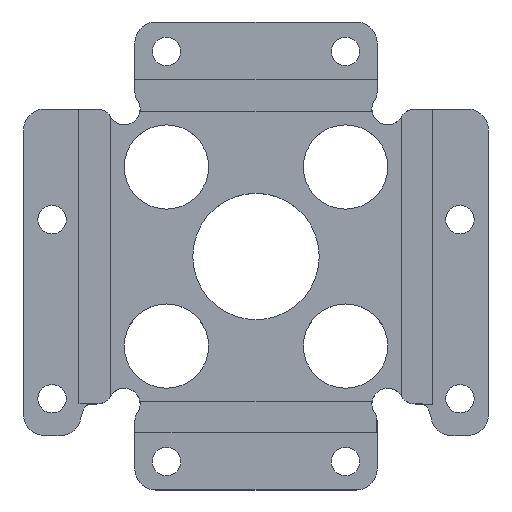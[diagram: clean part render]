
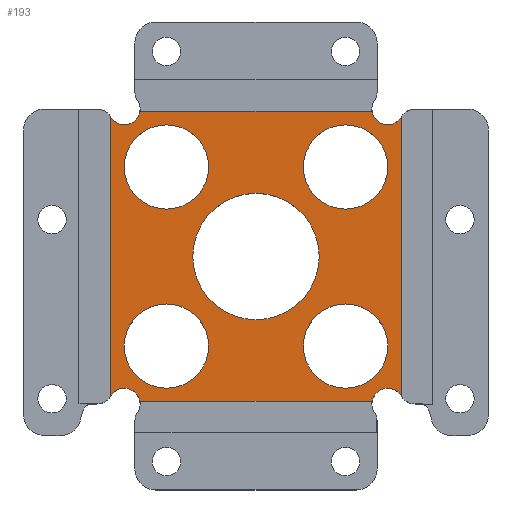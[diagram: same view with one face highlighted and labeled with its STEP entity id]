
A CAD part, top view. The second image highlights one B-rep face of the part: STEP entity #193.
In plain terms, the highlighted planar face has unit normal (0, 0, 1).
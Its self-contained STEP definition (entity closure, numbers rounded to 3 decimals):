
#193=ADVANCED_FACE('',(#735,#736,#737,#738,#739,#740),#303,.T.);
#303=PLANE('',#2180);
#361=LINE('',#3062,#547);
#362=LINE('',#3068,#548);
#363=LINE('',#3074,#549);
#364=LINE('',#3078,#550);
#547=VECTOR('',#2416,1.);
#548=VECTOR('',#2421,1.);
#549=VECTOR('',#2426,1.);
#550=VECTOR('',#2429,1.);
#735=FACE_BOUND('',#771,.T.);
#736=FACE_BOUND('',#772,.T.);
#737=FACE_BOUND('',#773,.T.);
#738=FACE_BOUND('',#774,.T.);
#739=FACE_BOUND('',#775,.T.);
#740=FACE_BOUND('',#776,.T.);
#771=EDGE_LOOP('',(#907,#908));
#772=EDGE_LOOP('',(#909,#910));
#773=EDGE_LOOP('',(#911,#912));
#774=EDGE_LOOP('',(#913,#914));
#775=EDGE_LOOP('',(#915,#916));
#776=EDGE_LOOP('',(#917,#918,#919,#920,#921,#922,#923,#924,#925,#926));
#907=ORIENTED_EDGE('',*,*,#1732,.F.);
#908=ORIENTED_EDGE('',*,*,#1733,.F.);
#909=ORIENTED_EDGE('',*,*,#1734,.F.);
#910=ORIENTED_EDGE('',*,*,#1735,.F.);
#911=ORIENTED_EDGE('',*,*,#1736,.F.);
#912=ORIENTED_EDGE('',*,*,#1737,.F.);
#913=ORIENTED_EDGE('',*,*,#1738,.F.);
#914=ORIENTED_EDGE('',*,*,#1739,.F.);
#915=ORIENTED_EDGE('',*,*,#1740,.F.);
#916=ORIENTED_EDGE('',*,*,#1741,.F.);
#917=ORIENTED_EDGE('',*,*,#1742,.T.);
#918=ORIENTED_EDGE('',*,*,#1743,.F.);
#919=ORIENTED_EDGE('',*,*,#1744,.T.);
#920=ORIENTED_EDGE('',*,*,#1745,.F.);
#921=ORIENTED_EDGE('',*,*,#1746,.F.);
#922=ORIENTED_EDGE('',*,*,#1747,.F.);
#923=ORIENTED_EDGE('',*,*,#1748,.F.);
#924=ORIENTED_EDGE('',*,*,#1749,.F.);
#925=ORIENTED_EDGE('',*,*,#1750,.T.);
#926=ORIENTED_EDGE('',*,*,#1751,.F.);
#1529=VERTEX_POINT('',#3040);
#1530=VERTEX_POINT('',#3041);
#1531=VERTEX_POINT('',#3044);
#1532=VERTEX_POINT('',#3045);
#1533=VERTEX_POINT('',#3048);
#1534=VERTEX_POINT('',#3049);
#1535=VERTEX_POINT('',#3052);
#1536=VERTEX_POINT('',#3053);
#1537=VERTEX_POINT('',#3056);
#1538=VERTEX_POINT('',#3057);
#1539=VERTEX_POINT('',#3060);
#1540=VERTEX_POINT('',#3061);
#1541=VERTEX_POINT('',#3063);
#1542=VERTEX_POINT('',#3065);
#1543=VERTEX_POINT('',#3067);
#1544=VERTEX_POINT('',#3069);
#1545=VERTEX_POINT('',#3071);
#1546=VERTEX_POINT('',#3073);
#1547=VERTEX_POINT('',#3075);
#1548=VERTEX_POINT('',#3077);
#1732=EDGE_CURVE('',#1529,#1530,#2043,.T.);
#1733=EDGE_CURVE('',#1530,#1529,#2044,.T.);
#1734=EDGE_CURVE('',#1531,#1532,#2045,.T.);
#1735=EDGE_CURVE('',#1532,#1531,#2046,.T.);
#1736=EDGE_CURVE('',#1533,#1534,#2047,.T.);
#1737=EDGE_CURVE('',#1534,#1533,#2048,.T.);
#1738=EDGE_CURVE('',#1535,#1536,#2049,.T.);
#1739=EDGE_CURVE('',#1536,#1535,#2050,.T.);
#1740=EDGE_CURVE('',#1537,#1538,#2051,.T.);
#1741=EDGE_CURVE('',#1538,#1537,#2052,.T.);
#1742=EDGE_CURVE('',#1539,#1540,#2053,.T.);
#1743=EDGE_CURVE('',#1541,#1540,#361,.T.);
#1744=EDGE_CURVE('',#1541,#1542,#2054,.T.);
#1745=EDGE_CURVE('',#1543,#1542,#2055,.T.);
#1746=EDGE_CURVE('',#1544,#1543,#362,.T.);
#1747=EDGE_CURVE('',#1545,#1544,#2056,.T.);
#1748=EDGE_CURVE('',#1546,#1545,#2057,.T.);
#1749=EDGE_CURVE('',#1547,#1546,#363,.T.);
#1750=EDGE_CURVE('',#1547,#1548,#2058,.T.);
#1751=EDGE_CURVE('',#1539,#1548,#364,.T.);
#2043=CIRCLE('',#2164,4.);
#2044=CIRCLE('',#2165,4.);
#2045=CIRCLE('',#2166,4.);
#2046=CIRCLE('',#2167,4.);
#2047=CIRCLE('',#2168,4.);
#2048=CIRCLE('',#2169,4.);
#2049=CIRCLE('',#2170,4.);
#2050=CIRCLE('',#2171,4.);
#2051=CIRCLE('',#2172,6.);
#2052=CIRCLE('',#2173,6.);
#2053=CIRCLE('',#2174,1.5);
#2054=CIRCLE('',#2175,1.5);
#2055=CIRCLE('',#2176,1.5);
#2056=CIRCLE('',#2177,1.5);
#2057=CIRCLE('',#2178,1.5);
#2058=CIRCLE('',#2179,1.5);
#2164=AXIS2_PLACEMENT_3D('',#3039,#2394,#2395);
#2165=AXIS2_PLACEMENT_3D('',#3042,#2396,#2397);
#2166=AXIS2_PLACEMENT_3D('',#3043,#2398,#2399);
#2167=AXIS2_PLACEMENT_3D('',#3046,#2400,#2401);
#2168=AXIS2_PLACEMENT_3D('',#3047,#2402,#2403);
#2169=AXIS2_PLACEMENT_3D('',#3050,#2404,#2405);
#2170=AXIS2_PLACEMENT_3D('',#3051,#2406,#2407);
#2171=AXIS2_PLACEMENT_3D('',#3054,#2408,#2409);
#2172=AXIS2_PLACEMENT_3D('',#3055,#2410,#2411);
#2173=AXIS2_PLACEMENT_3D('',#3058,#2412,#2413);
#2174=AXIS2_PLACEMENT_3D('',#3059,#2414,#2415);
#2175=AXIS2_PLACEMENT_3D('',#3064,#2417,#2418);
#2176=AXIS2_PLACEMENT_3D('',#3066,#2419,#2420);
#2177=AXIS2_PLACEMENT_3D('',#3070,#2422,#2423);
#2178=AXIS2_PLACEMENT_3D('',#3072,#2424,#2425);
#2179=AXIS2_PLACEMENT_3D('',#3076,#2427,#2428);
#2180=AXIS2_PLACEMENT_3D('',#3079,#2430,#2431);
#2394=DIRECTION('',(0.,0.,1.));
#2395=DIRECTION('',(-1.,0.,0.));
#2396=DIRECTION('',(0.,0.,1.));
#2397=DIRECTION('',(1.,0.,0.));
#2398=DIRECTION('',(0.,0.,1.));
#2399=DIRECTION('',(-1.,0.,0.));
#2400=DIRECTION('',(0.,0.,1.));
#2401=DIRECTION('',(1.,0.,0.));
#2402=DIRECTION('',(0.,0.,1.));
#2403=DIRECTION('',(-1.,0.,0.));
#2404=DIRECTION('',(0.,0.,1.));
#2405=DIRECTION('',(1.,0.,0.));
#2406=DIRECTION('',(0.,0.,1.));
#2407=DIRECTION('',(-1.,0.,0.));
#2408=DIRECTION('',(0.,0.,1.));
#2409=DIRECTION('',(1.,0.,0.));
#2410=DIRECTION('',(0.,0.,1.));
#2411=DIRECTION('',(-1.,0.,0.));
#2412=DIRECTION('',(0.,0.,1.));
#2413=DIRECTION('',(1.,0.,0.));
#2414=DIRECTION('',(0.,0.,-1.));
#2415=DIRECTION('',(0.,1.,0.));
#2416=DIRECTION('',(1.,0.,0.));
#2417=DIRECTION('',(0.,0.,-1.));
#2418=DIRECTION('',(0.,1.,0.));
#2419=DIRECTION('',(0.,0.,-1.));
#2420=DIRECTION('',(-1.,0.,0.));
#2421=DIRECTION('',(0.,1.,0.));
#2422=DIRECTION('',(0.,0.,-1.));
#2423=DIRECTION('',(-1.,0.,0.));
#2424=DIRECTION('',(0.,0.,1.));
#2425=DIRECTION('',(0.,1.,0.));
#2426=DIRECTION('',(-1.,0.,0.));
#2427=DIRECTION('',(0.,0.,-1.));
#2428=DIRECTION('',(0.,1.,0.));
#2429=DIRECTION('',(0.,-1.,0.));
#2430=DIRECTION('',(0.,0.,1.));
#2431=DIRECTION('',(1.,0.,0.));
#3039=CARTESIAN_POINT('',(9.437,-58.337,1.5));
#3040=CARTESIAN_POINT('',(5.437,-58.337,1.5));
#3041=CARTESIAN_POINT('',(13.437,-58.337,1.5));
#3042=CARTESIAN_POINT('',(9.437,-58.337,1.5));
#3043=CARTESIAN_POINT('',(-7.563,-58.337,1.5));
#3044=CARTESIAN_POINT('',(-11.563,-58.337,1.5));
#3045=CARTESIAN_POINT('',(-3.563,-58.337,1.5));
#3046=CARTESIAN_POINT('',(-7.563,-58.337,1.5));
#3047=CARTESIAN_POINT('',(9.437,-75.337,1.5));
#3048=CARTESIAN_POINT('',(5.437,-75.337,1.5));
#3049=CARTESIAN_POINT('',(13.437,-75.337,1.5));
#3050=CARTESIAN_POINT('',(9.437,-75.337,1.5));
#3051=CARTESIAN_POINT('',(-7.563,-75.337,1.5));
#3052=CARTESIAN_POINT('',(-11.563,-75.337,1.5));
#3053=CARTESIAN_POINT('',(-3.563,-75.337,1.5));
#3054=CARTESIAN_POINT('',(-7.563,-75.337,1.5));
#3055=CARTESIAN_POINT('',(0.937,-66.837,1.5));
#3056=CARTESIAN_POINT('',(-5.063,-66.837,1.5));
#3057=CARTESIAN_POINT('',(6.937,-66.837,1.5));
#3058=CARTESIAN_POINT('',(0.937,-66.837,1.5));
#3059=CARTESIAN_POINT('',(13.437,-52.837,1.5));
#3060=CARTESIAN_POINT('',(14.719,-53.617,1.5));
#3061=CARTESIAN_POINT('',(11.953,-53.056,1.5));
#3062=CARTESIAN_POINT('',(-10.563,-53.056,1.5));
#3063=CARTESIAN_POINT('',(-10.079,-53.056,1.5));
#3064=CARTESIAN_POINT('',(-11.563,-52.837,1.5));
#3065=CARTESIAN_POINT('',(-12.862,-53.587,1.5));
#3066=CARTESIAN_POINT('',(-14.161,-54.337,1.5));
#3067=CARTESIAN_POINT('',(-12.867,-53.578,1.5));
#3068=CARTESIAN_POINT('',(-12.867,-80.834,1.5));
#3069=CARTESIAN_POINT('',(-12.867,-80.096,1.5));
#3070=CARTESIAN_POINT('',(-14.161,-79.337,1.5));
#3071=CARTESIAN_POINT('',(-12.862,-80.087,1.5));
#3072=CARTESIAN_POINT('',(-11.563,-80.837,1.5));
#3073=CARTESIAN_POINT('',(-10.084,-80.588,1.5));
#3074=CARTESIAN_POINT('',(12.404,-80.588,1.5));
#3075=CARTESIAN_POINT('',(11.958,-80.588,1.5));
#3076=CARTESIAN_POINT('',(13.437,-80.837,1.5));
#3077=CARTESIAN_POINT('',(14.719,-80.057,1.5));
#3078=CARTESIAN_POINT('',(14.719,-52.899,1.5));
#3079=CARTESIAN_POINT('',(15.437,-52.837,1.5));
